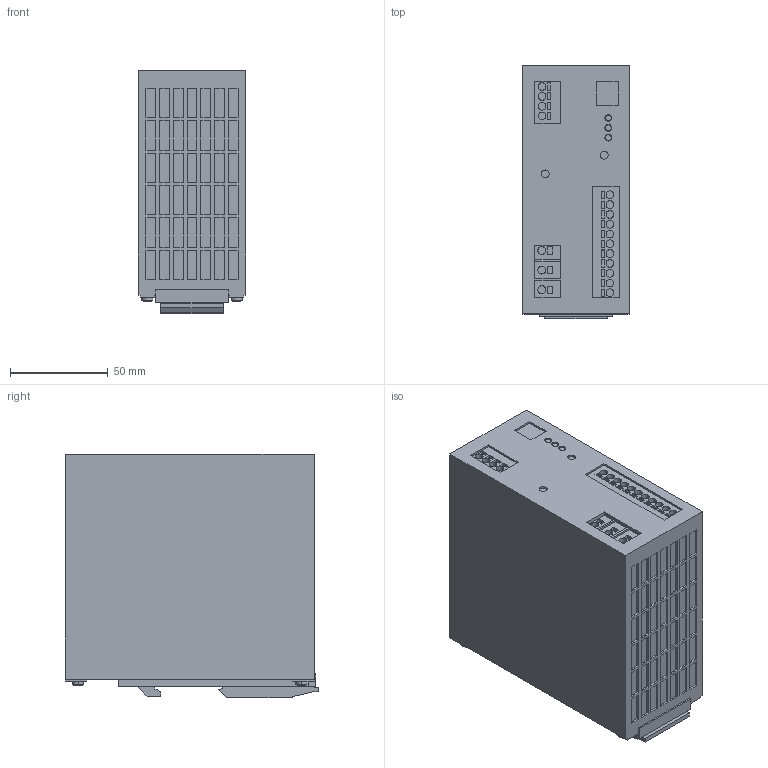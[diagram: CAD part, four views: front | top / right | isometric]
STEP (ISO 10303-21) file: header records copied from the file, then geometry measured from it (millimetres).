
FILE_DESCRIPTION (( 'STEP AP214' ), '1' );
FILE_NAME ('928044.STEP', '2024-08-08T14:46:02', ( '' ), ( '' ), 'SwSTEP 2.0', 'SolidWorks 2022', '' );
FILE_SCHEMA (( 'AUTOMOTIVE_DESIGN' ));
Length unit declared in the file: millimetre
Products named in the file (1): 928044
Bounding box: 55 x 129.3 x 124.3 mm (x, y, z)
Volume: 815276.2 mm3; surface area: 63758.3 mm2
Topology: 1 solids, 1 shells, 696 faces, 1657 edges, 1102 vertices
Faces by surface type: plane 628, cylinder 60, cone 8
Entity records: 19819 total; most frequent: CARTESIAN_POINT 3456, ORIENTED_EDGE 3314, DIRECTION 3179, EDGE_CURVE 1657, LINE 1529, VECTOR 1529, VERTEX_POINT 1102, EDGE_LOOP 835
